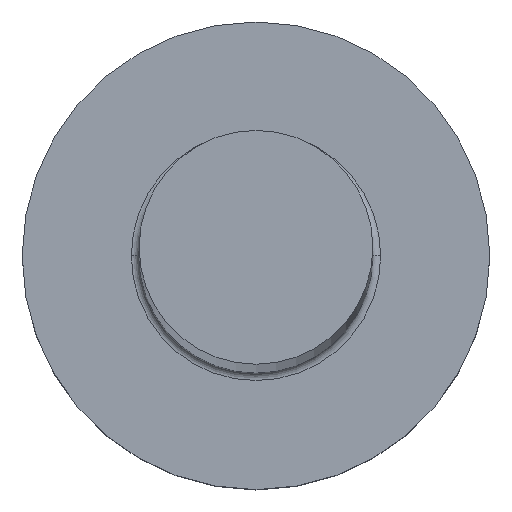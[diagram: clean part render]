
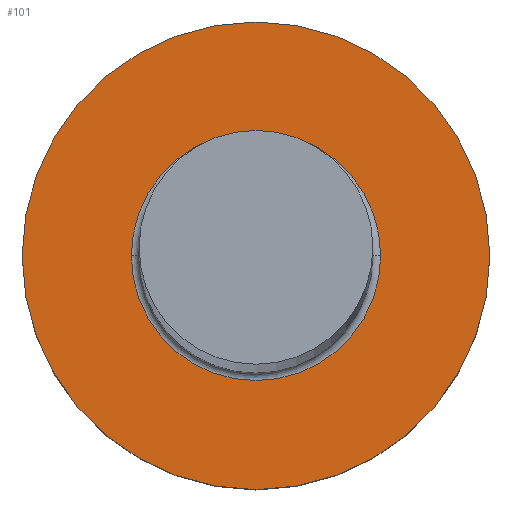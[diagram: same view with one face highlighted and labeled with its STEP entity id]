
A CAD part, top view. The second image highlights one B-rep face of the part: STEP entity #101.
In plain terms, the highlighted planar face has unit normal (0, 0, 1).
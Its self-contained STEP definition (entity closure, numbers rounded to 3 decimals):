
#11 = AXIS2_PLACEMENT_3D ( 'NONE', #89, #158, #221 ) ;
#14 = DIRECTION ( 'NONE',  ( 1., 0., 0. ) ) ;
#36 = PLANE ( 'NONE',  #193 ) ;
#43 = DIRECTION ( 'NONE',  ( 0., 0., 1. ) ) ;
#53 = EDGE_LOOP ( 'NONE', ( #264, #132 ) ) ;
#54 = ORIENTED_EDGE ( 'NONE', *, *, #202, .T. ) ;
#59 = DIRECTION ( 'NONE',  ( 1., 0., 0. ) ) ;
#60 = EDGE_CURVE ( 'NONE', #62, #254, #275, .T. ) ;
#61 = CIRCLE ( 'NONE', #122, 3.2 ) ;
#62 = VERTEX_POINT ( 'NONE', #176 ) ;
#63 = FACE_OUTER_BOUND ( 'NONE', #53, .T. ) ;
#75 = EDGE_CURVE ( 'NONE', #128, #177, #246, .T. ) ;
#87 = DIRECTION ( 'NONE',  ( 0., 0., -1. ) ) ;
#89 = CARTESIAN_POINT ( 'NONE',  ( 0., 0., 5. ) ) ;
#101 = ADVANCED_FACE ( 'NONE', ( #155, #63 ), #36, .T. ) ;
#108 = CARTESIAN_POINT ( 'NONE',  ( 3.2, 0., 5. ) ) ;
#114 = CARTESIAN_POINT ( 'NONE',  ( 0., 0., 5. ) ) ;
#120 = CIRCLE ( 'NONE', #169, 6. ) ;
#122 = AXIS2_PLACEMENT_3D ( 'NONE', #279, #143, #181 ) ;
#128 = VERTEX_POINT ( 'NONE', #108 ) ;
#131 = CARTESIAN_POINT ( 'NONE',  ( 0., 0., 5. ) ) ;
#132 = ORIENTED_EDGE ( 'NONE', *, *, #300, .T. ) ;
#139 = DIRECTION ( 'NONE',  ( 1., 0., 0. ) ) ;
#143 = DIRECTION ( 'NONE',  ( 0., 0., -1. ) ) ;
#153 = AXIS2_PLACEMENT_3D ( 'NONE', #200, #87, #59 ) ;
#155 = FACE_BOUND ( 'NONE', #261, .T. ) ;
#158 = DIRECTION ( 'NONE',  ( 0., 0., 1. ) ) ;
#166 = CARTESIAN_POINT ( 'NONE',  ( -3.2, 0., 5. ) ) ;
#169 = AXIS2_PLACEMENT_3D ( 'NONE', #114, #43, #139 ) ;
#176 = CARTESIAN_POINT ( 'NONE',  ( -6., 0., 5. ) ) ;
#177 = VERTEX_POINT ( 'NONE', #166 ) ;
#181 = DIRECTION ( 'NONE',  ( 1., 0., 0. ) ) ;
#193 = AXIS2_PLACEMENT_3D ( 'NONE', #131, #225, #14 ) ;
#196 = ORIENTED_EDGE ( 'NONE', *, *, #75, .T. ) ;
#200 = CARTESIAN_POINT ( 'NONE',  ( 0., 0., 5. ) ) ;
#202 = EDGE_CURVE ( 'NONE', #177, #128, #61, .T. ) ;
#221 = DIRECTION ( 'NONE',  ( 1., 0., 0. ) ) ;
#225 = DIRECTION ( 'NONE',  ( 0., 0., 1. ) ) ;
#246 = CIRCLE ( 'NONE', #153, 3.2 ) ;
#254 = VERTEX_POINT ( 'NONE', #255 ) ;
#255 = CARTESIAN_POINT ( 'NONE',  ( 6., 0., 5. ) ) ;
#261 = EDGE_LOOP ( 'NONE', ( #196, #54 ) ) ;
#264 = ORIENTED_EDGE ( 'NONE', *, *, #60, .T. ) ;
#275 = CIRCLE ( 'NONE', #11, 6. ) ;
#279 = CARTESIAN_POINT ( 'NONE',  ( 0., 0., 5. ) ) ;
#300 = EDGE_CURVE ( 'NONE', #254, #62, #120, .T. ) ;
